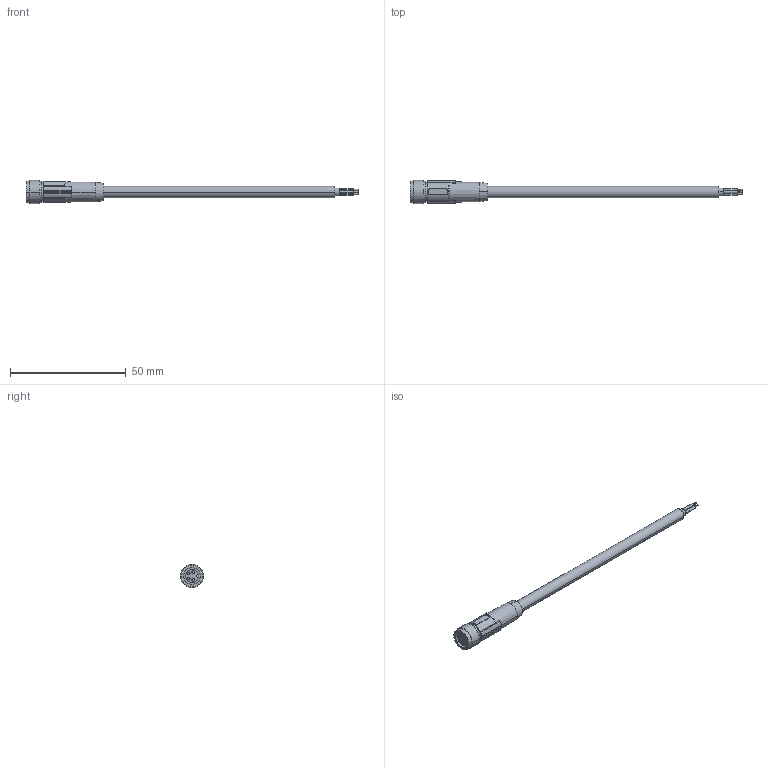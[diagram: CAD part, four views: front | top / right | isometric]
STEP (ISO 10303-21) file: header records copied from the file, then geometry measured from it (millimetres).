
FILE_DESCRIPTION(('SolidDesigner STEP Export'),'2;1');
FILE_NAME('1406017_SAC_4P_5.0_542_M8FS_SH_BK-select.stp','2013-06-19T14:40:17',(''),(''),'Creo Elements/Direct Modeling STEP processor for AP214 (Solid Model)','Creo Elements/Direct Modeling 18.1 06-May-2012 (C) Parametric Technology GmbH','');
FILE_SCHEMA(('AUTOMOTIVE_DESIGN { 1 0 10303 214 1 1 1 1 }'));
Length unit declared in the file: millimetre
Products named in the file (1): 1406017_SAC_4P_5.0_542_M8FS_SH_BK-select
Bounding box: 143.7 x 10 x 10 mm (x, y, z)
Volume: 4046.5 mm3; surface area: 3216.5 mm2
Topology: 1 solids, 1 shells, 117 faces, 276 edges, 182 vertices
Faces by surface type: cylinder 67, plane 40, cone 8, torus 2
Entity records: 4880 total; most frequent: CARTESIAN_POINT 1430, ORIENTED_EDGE 552, DIRECTION 468, EDGE_CURVE 276, AXIS2_PLACEMENT_3D 188, VERTEX_POINT 182, EDGE_LOOP 138, COLOUR_RGB 118
